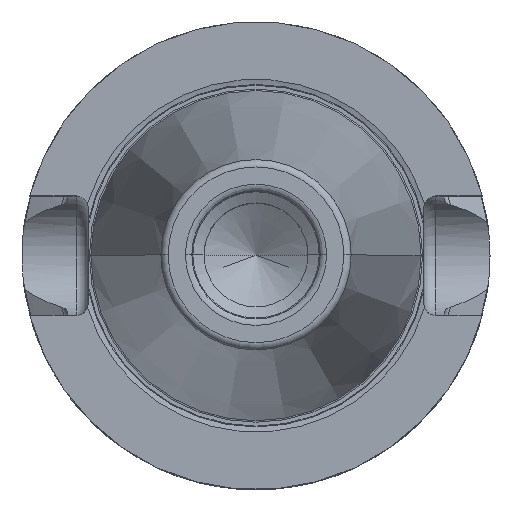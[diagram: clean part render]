
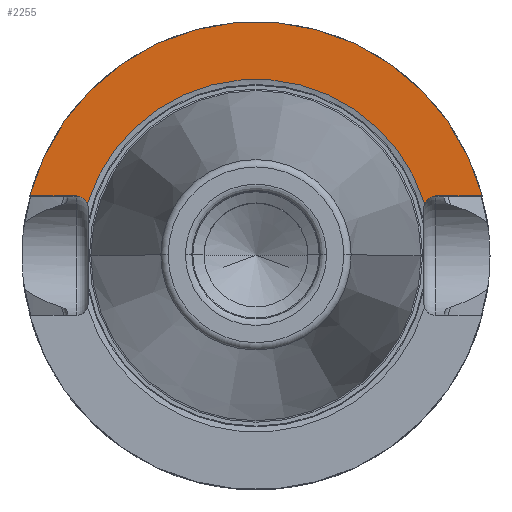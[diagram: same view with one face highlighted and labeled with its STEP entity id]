
A CAD part, top view. The second image highlights one B-rep face of the part: STEP entity #2255.
In plain terms, the highlighted planar face has unit normal (0, 0, 1).
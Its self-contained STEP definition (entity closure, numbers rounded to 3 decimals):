
#342=CARTESIAN_POINT('',(0.,0.,-2.));
#343=DIRECTION('',(0.,0.,1.));
#344=DIRECTION('',(0.967,0.256,0.));
#345=AXIS2_PLACEMENT_3D('',#342,#343,#344);
#460=DIRECTION('',(-1.,0.,0.));
#461=VECTOR('',#460,6.254);
#462=CARTESIAN_POINT('',(30.454,8.05,-2.));
#463=LINE('',#462,#461);
#467=CARTESIAN_POINT('',(0.,0.,-2.));
#468=DIRECTION('',(0.,0.,1.));
#469=DIRECTION('',(0.956,0.294,0.));
#470=AXIS2_PLACEMENT_3D('',#467,#468,#469);
#475=DIRECTION('',(1.,0.,0.));
#476=VECTOR('',#475,6.254);
#477=CARTESIAN_POINT('',(-30.454,8.05,-2.));
#478=LINE('',#477,#476);
#535=CARTESIAN_POINT('',(24.2,6.45,-2.));
#536=DIRECTION('',(0.,0.,-1.));
#537=DIRECTION('',(-0.941,0.337,0.));
#538=AXIS2_PLACEMENT_3D('',#535,#536,#537);
#1211=CARTESIAN_POINT('',(-24.2,6.45,-2.));
#1212=DIRECTION('',(0.,0.,-1.));
#1213=DIRECTION('',(0.,1.,0.));
#1214=AXIS2_PLACEMENT_3D('',#1211,#1212,#1213);
#1688=CARTESIAN_POINT('',(-24.2,8.05,-2.));
#1689=CARTESIAN_POINT('',(-22.694,6.989,-2.));
#1690=VERTEX_POINT('',#1688);
#1691=VERTEX_POINT('',#1689);
#1696=CARTESIAN_POINT('',(22.694,6.989,-2.));
#1697=CARTESIAN_POINT('',(24.2,8.05,-2.));
#1698=VERTEX_POINT('',#1696);
#1699=VERTEX_POINT('',#1697);
#1738=CARTESIAN_POINT('',(-30.454,8.05,-2.));
#1740=VERTEX_POINT('',#1738);
#1765=CARTESIAN_POINT('',(30.454,8.05,-2.));
#1767=VERTEX_POINT('',#1765);
#2237=CARTESIAN_POINT('',(0.,0.,-2.));
#2238=DIRECTION('',(0.,0.,-1.));
#2239=DIRECTION('',(-1.,0.,0.));
#2240=AXIS2_PLACEMENT_3D('',#2237,#2238,#2239);
#2241=PLANE('',#2240);
#2243=ORIENTED_EDGE('',*,*,#2242,.T.);
#2245=ORIENTED_EDGE('',*,*,#2244,.F.);
#2247=ORIENTED_EDGE('',*,*,#2246,.T.);
#2249=ORIENTED_EDGE('',*,*,#2248,.F.);
#2251=ORIENTED_EDGE('',*,*,#2250,.F.);
#2252=ORIENTED_EDGE('',*,*,#2175,.F.);
#2253=EDGE_LOOP('',(#2243,#2245,#2247,#2249,#2251,#2252));
#2254=FACE_OUTER_BOUND('',#2253,.F.);
#346=CIRCLE('',#345,31.5);
#471=CIRCLE('',#470,23.746);
#539=CIRCLE('',#538,1.6);
#1215=CIRCLE('',#1214,1.6);
#2175=EDGE_CURVE('',#1767,#1740,#346,.T.);
#2242=EDGE_CURVE('',#1767,#1699,#463,.T.);
#2244=EDGE_CURVE('',#1698,#1699,#539,.T.);
#2246=EDGE_CURVE('',#1698,#1691,#471,.T.);
#2248=EDGE_CURVE('',#1690,#1691,#1215,.T.);
#2250=EDGE_CURVE('',#1740,#1690,#478,.T.);
#2255=ADVANCED_FACE('',(#2254),#2241,.F.);
